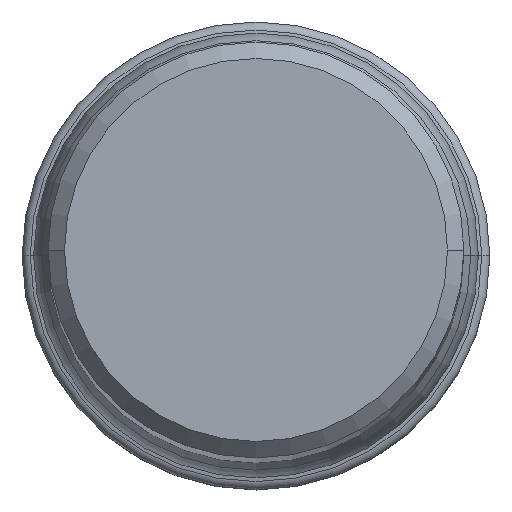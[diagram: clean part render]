
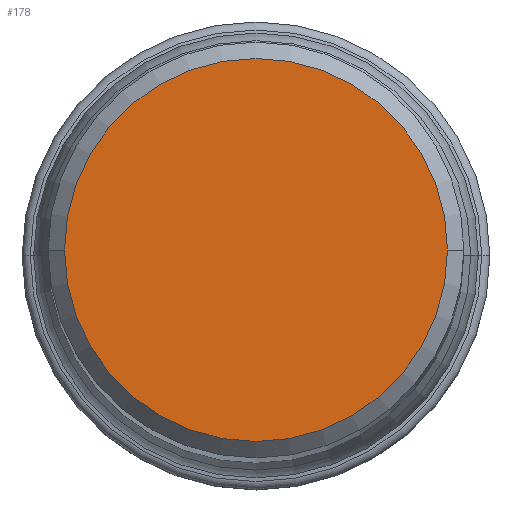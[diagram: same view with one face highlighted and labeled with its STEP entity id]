
A CAD part, top view. The second image highlights one B-rep face of the part: STEP entity #178.
In plain terms, the highlighted planar face has unit normal (0, 0, 1).
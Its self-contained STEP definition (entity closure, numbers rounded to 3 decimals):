
#30=PLANE('',#1230);
#178=ADVANCED_FACE('',(#249),#30,.F.);
#249=FACE_OUTER_BOUND('',#313,.T.);
#313=EDGE_LOOP('',(#544,#545,#546,#547));
#544=ORIENTED_EDGE('',*,*,#778,.T.);
#545=ORIENTED_EDGE('',*,*,#776,.T.);
#546=ORIENTED_EDGE('',*,*,#775,.T.);
#547=ORIENTED_EDGE('',*,*,#779,.T.);
#650=VERTEX_POINT('',#3071);
#651=VERTEX_POINT('',#3073);
#652=VERTEX_POINT('',#3075);
#653=VERTEX_POINT('',#3079);
#775=EDGE_CURVE('',#651,#650,#929,.T.);
#776=EDGE_CURVE('',#652,#651,#930,.T.);
#778=EDGE_CURVE('',#653,#652,#931,.T.);
#779=EDGE_CURVE('',#650,#653,#932,.T.);
#929=CIRCLE('',#1224,11.7);
#930=CIRCLE('',#1225,11.7);
#931=CIRCLE('',#1227,11.7);
#932=CIRCLE('',#1228,11.7);
#1224=AXIS2_PLACEMENT_3D('',#3072,#1515,#1516);
#1225=AXIS2_PLACEMENT_3D('',#3074,#1517,#1518);
#1227=AXIS2_PLACEMENT_3D('',#3078,#1522,#1523);
#1228=AXIS2_PLACEMENT_3D('',#3080,#1524,#1525);
#1230=AXIS2_PLACEMENT_3D('',#3082,#1528,#1529);
#1515=DIRECTION('',(0.,0.,1.));
#1516=DIRECTION('',(0.,-1.,0.));
#1517=DIRECTION('',(0.,0.,1.));
#1518=DIRECTION('',(-1.,0.,0.));
#1522=DIRECTION('',(0.,0.,1.));
#1523=DIRECTION('',(0.,1.,0.));
#1524=DIRECTION('',(0.,0.,1.));
#1525=DIRECTION('',(1.,0.,0.));
#1528=DIRECTION('',(0.,0.,-1.));
#1529=DIRECTION('',(1.,0.,0.));
#3071=CARTESIAN_POINT('',(11.7,0.,0.));
#3072=CARTESIAN_POINT('',(0.,0.,0.));
#3073=CARTESIAN_POINT('',(0.,-11.7,0.));
#3074=CARTESIAN_POINT('',(0.,0.,0.));
#3075=CARTESIAN_POINT('',(-11.7,0.,0.));
#3078=CARTESIAN_POINT('',(0.,0.,0.));
#3079=CARTESIAN_POINT('',(0.,11.7,0.));
#3080=CARTESIAN_POINT('',(0.,0.,0.));
#3082=CARTESIAN_POINT('',(0.,0.,0.));
